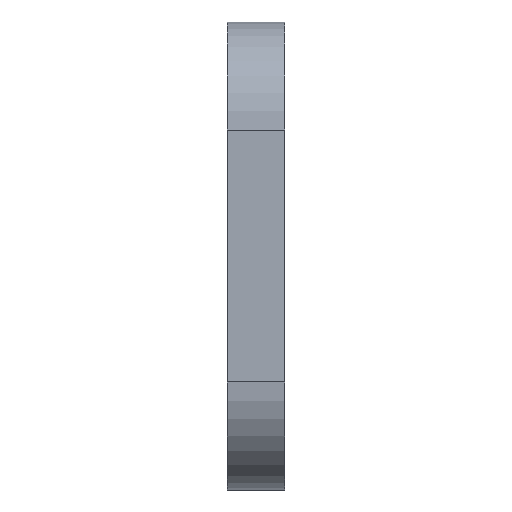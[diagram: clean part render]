
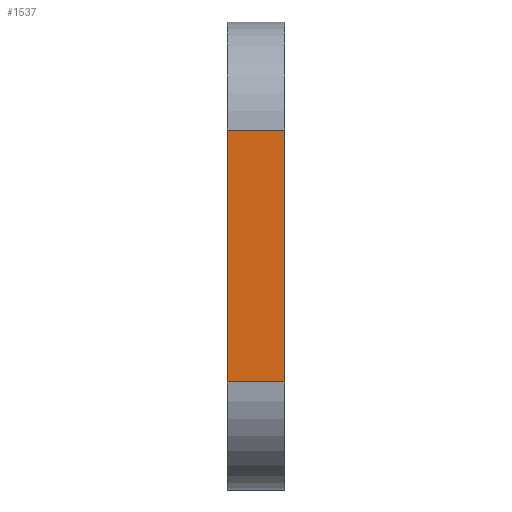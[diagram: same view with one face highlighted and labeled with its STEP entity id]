
A CAD part, left-side view. The second image highlights one B-rep face of the part: STEP entity #1537.
In plain terms, the highlighted planar face has unit normal (-1, 0, 0).
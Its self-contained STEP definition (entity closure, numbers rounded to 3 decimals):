
#23 = LINE ( 'NONE', #301, #1826 ) ;
#66 = ORIENTED_EDGE ( 'NONE', *, *, #122, .T. ) ;
#107 = VERTEX_POINT ( 'NONE', #447 ) ;
#122 = EDGE_CURVE ( 'NONE', #107, #1278, #23, .T. ) ;
#137 = DIRECTION ( 'NONE',  ( 0., 0., 1. ) ) ;
#159 = LINE ( 'NONE', #684, #1196 ) ;
#182 = CARTESIAN_POINT ( 'NONE',  ( -45., 8., 17.5 ) ) ;
#209 = EDGE_CURVE ( 'NONE', #1748, #345, #1454, .T. ) ;
#221 = ORIENTED_EDGE ( 'NONE', *, *, #209, .F. ) ;
#301 = CARTESIAN_POINT ( 'NONE',  ( -45., 8., -17.5 ) ) ;
#320 = FACE_OUTER_BOUND ( 'NONE', #551, .T. ) ;
#345 = VERTEX_POINT ( 'NONE', #1388 ) ;
#440 = EDGE_CURVE ( 'NONE', #107, #1748, #159, .T. ) ;
#447 = CARTESIAN_POINT ( 'NONE',  ( -45., 8., -17.5 ) ) ;
#465 = PLANE ( 'NONE',  #1221 ) ;
#486 = CARTESIAN_POINT ( 'NONE',  ( -45., 0., 17.5 ) ) ;
#551 = EDGE_LOOP ( 'NONE', ( #1458, #221, #1790, #66 ) ) ;
#645 = EDGE_CURVE ( 'NONE', #1278, #345, #1201, .T. ) ;
#684 = CARTESIAN_POINT ( 'NONE',  ( -45., 8., 17.5 ) ) ;
#704 = VECTOR ( 'NONE', #1472, 1000. ) ;
#767 = DIRECTION ( 'NONE',  ( 0., 0., -1. ) ) ;
#922 = VECTOR ( 'NONE', #1132, 1000. ) ;
#1132 = DIRECTION ( 'NONE',  ( 0., -1., 0. ) ) ;
#1196 = VECTOR ( 'NONE', #137, 1000. ) ;
#1201 = LINE ( 'NONE', #486, #704 ) ;
#1221 = AXIS2_PLACEMENT_3D ( 'NONE', #182, #1462, #767 ) ;
#1269 = CARTESIAN_POINT ( 'NONE',  ( -45., 8., 17.5 ) ) ;
#1278 = VERTEX_POINT ( 'NONE', #1354 ) ;
#1354 = CARTESIAN_POINT ( 'NONE',  ( -45., 0., -17.5 ) ) ;
#1388 = CARTESIAN_POINT ( 'NONE',  ( -45., 0., 17.5 ) ) ;
#1443 = CARTESIAN_POINT ( 'NONE',  ( -45., 8., 17.5 ) ) ;
#1454 = LINE ( 'NONE', #1443, #922 ) ;
#1458 = ORIENTED_EDGE ( 'NONE', *, *, #645, .T. ) ;
#1462 = DIRECTION ( 'NONE',  ( 1., 0., 0. ) ) ;
#1472 = DIRECTION ( 'NONE',  ( 0., 0., 1. ) ) ;
#1537 = ADVANCED_FACE ( 'NONE', ( #320 ), #465, .F. ) ;
#1578 = DIRECTION ( 'NONE',  ( 0., -1., 0. ) ) ;
#1748 = VERTEX_POINT ( 'NONE', #1269 ) ;
#1790 = ORIENTED_EDGE ( 'NONE', *, *, #440, .F. ) ;
#1826 = VECTOR ( 'NONE', #1578, 1000. ) ;
